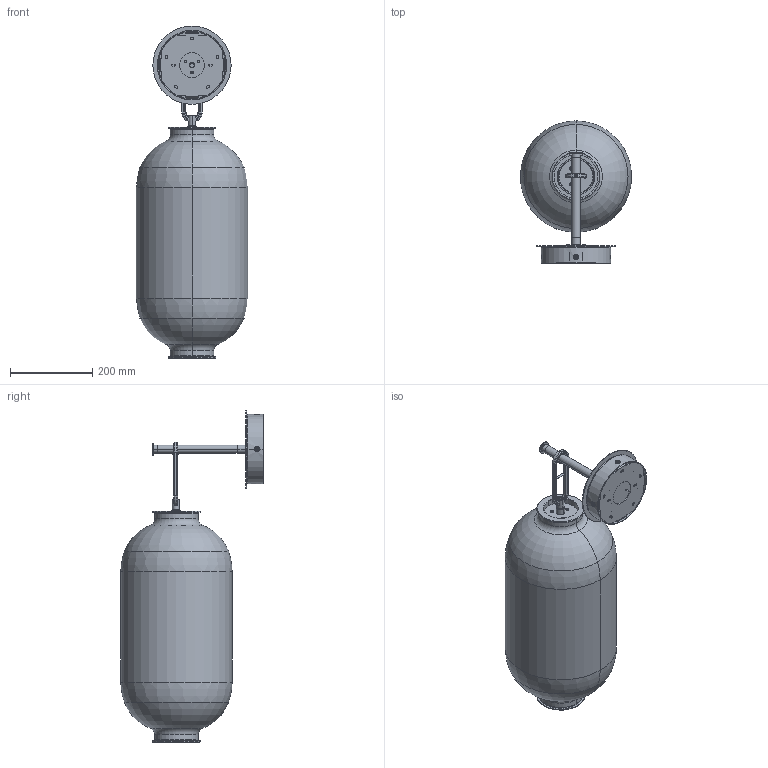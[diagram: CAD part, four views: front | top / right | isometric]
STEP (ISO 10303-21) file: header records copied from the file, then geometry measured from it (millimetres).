
FILE_DESCRIPTION (( 'STEP AP214' ), '1' );
FILE_NAME ('BAI A BA BA.STEP', '2016-05-30T16:12:38', ( 'Josep Sancho' ), ( '' ), 'SwSTEP 2.0', 'SolidWorks 2013', '' );
FILE_SCHEMA (( 'AUTOMOTIVE_DESIGN' ));
Length unit declared in the file: millimetre
Products named in the file (24): 026704000143 - DISCO DIAM.80,5X2MM DIAM.INT.36MM PROTEGIDO; REMACHE HEMBRA M4; 026703900000 - DISCO DIAM.90X2MM DIAM.INT.36MM; 060703000000 - REPULSADO DIAM.166X40MM 4X T.4 EMBUTIDO; 057607600143 - SOPORTE PARED 158X158MM 4X REMACHE M4 PROTEGIDO; 061900600000 - FUND. A LA TIERRA CÁNCAMO 181,5MM MECA. BAI A BABA; 056201400000 - TUBO DIAM.116X33MM ROSC.HEMB.DIAM.86-200; BAI A BA BA; 053100200000 - TAPA SUPERIOR DIAM.116 BAI BA BA-MA MA; 061700700000 - CILINDRO CHAPA PERFORADA DIAM.84X34MM; 067602200148 - DIFUS POLICARBONATO LED DIAM.80X423MM GLASEADO; 080103700000 - CONJUNTO ESTRUCTURA DIFUSOR BAI BA BA; 026703700000 - DISCO DIAM.90X3MM; 026703600000 - DISCO DIAM.90MM EXT. DIAM.81MM INT. X 3MM ESP.; 059701000000 - VARILLA CHAPA 4,5X427MM 3MM ESP.; 067601800000 - DIFUS CRISTAL DIAM.270X550; 056204100000 - TUBO PIPA DIAM.20X225MM M13 ARAND.DIAM.46; CONJUNTO ELECTRICO BAI A BA BA; 054102300000 - TAPÓN ARANDELA DIAM.30X13,5MM M13; 053700500148 - FIELTRO 33X275MM PVC GLASEADO; 021602500101 - TORNILLO DIN7991 M4X10 PAVONADO; 022605900105 - ARAND SILICONA TRANSP. DIAM.106X1,5MM; 026707500000 - DISCO DIAM.190X2MM T.13,25 3XT.3; 067602100140 - DIFUS PMMA DIAM.83X3MM HIELO 1 CARA MATE
Assembly tree (37 placements, depth 4):
  BAI A BA BA
    057607600143 - SOPORTE PARED 158X158MM 4X REMACHE M4 PROTEGIDO
    060703000000 - REPULSADO DIAM.166X40MM 4X T.4 EMBUTIDO
    REMACHE HEMBRA M4  x4
    026707500000 - DISCO DIAM.190X2MM T.13,25 3XT.3
    021602500101 - TORNILLO DIN7991 M4X10 PAVONADO  x4
    054102300000 - TAPÓN ARANDELA DIAM.30X13,5MM M13
    CONJUNTO ELECTRICO BAI A BA BA
      067601800000 - DIFUS CRISTAL DIAM.270X550
      080103700000 - CONJUNTO ESTRUCTURA DIFUSOR BAI BA BA
        059701000000 - VARILLA CHAPA 4,5X427MM 3MM ESP.  x4
        026703600000 - DISCO DIAM.90MM EXT. DIAM.81MM INT. X 3MM ESP.
        026703700000 - DISCO DIAM.90X3MM
      067602200148 - DIFUS POLICARBONATO LED DIAM.80X423MM GLASEADO
      061700700000 - CILINDRO CHAPA PERFORADA DIAM.84X34MM  x2
      053100200000 - TAPA SUPERIOR DIAM.116 BAI BA BA-MA MA
      056201400000 - TUBO DIAM.116X33MM ROSC.HEMB.DIAM.86-200
      061900600000 - FUND. A LA TIERRA CÁNCAMO 181,5MM MECA. BAI A BABA
      026703900000 - DISCO DIAM.90X2MM DIAM.INT.36MM
      026704000143 - DISCO DIAM.80,5X2MM DIAM.INT.36MM PROTEGIDO
      021602500101 - TORNILLO DIN7991 M4X10 PAVONADO  x3
      067602100140 - DIFUS PMMA DIAM.83X3MM HIELO 1 CARA MATE
      022605900105 - ARAND SILICONA TRANSP. DIAM.106X1,5MM  x2
      053700500148 - FIELTRO 33X275MM PVC GLASEADO
    056204100000 - TUBO PIPA DIAM.20X225MM M13 ARAND.DIAM.46
Bounding box: 270 x 345.38 x 805.35 mm (x, y, z)
Volume: 3006419.3 mm3; surface area: 1523027.5 mm2
Topology: 35 solids, 35 shells, 2169 faces, 6056 edges, 3956 vertices
Faces by surface type: bspline 1336, cylinder 344, plane 285, cone 108, torus 96
Entity records: 108969 total; most frequent: CARTESIAN_POINT 78975, ORIENTED_EDGE 7108, EDGE_CURVE 3554, DIRECTION 3510, VERTEX_POINT 2312, B_SPLINE_CURVE_WITH_KNOTS 2118, EDGE_LOOP 2088, AXIS2_PLACEMENT_3D 1416
